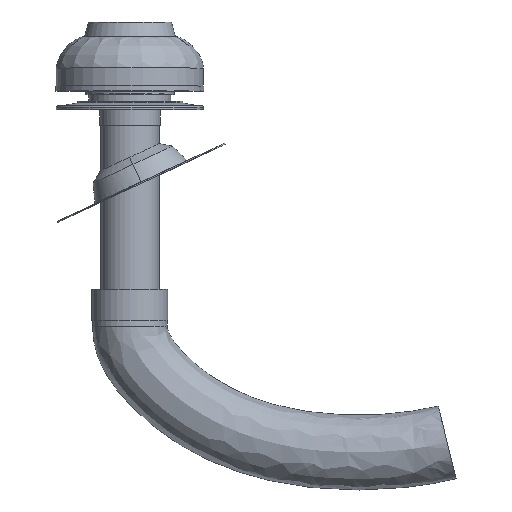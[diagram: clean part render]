
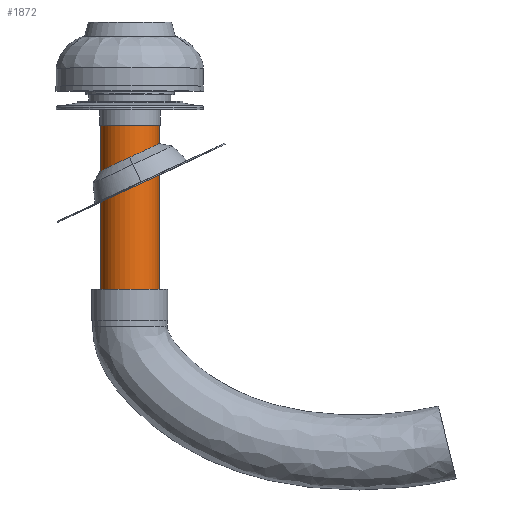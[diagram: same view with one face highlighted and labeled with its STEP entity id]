
A CAD part, top view. The second image highlights one B-rep face of the part: STEP entity #1872.
In plain terms, the highlighted cylindrical face has radius 55 mm (diameter 110 mm), a partial arc.
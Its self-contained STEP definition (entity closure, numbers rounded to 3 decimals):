
#1771=DIRECTION('',(0.,-1.,0.));
#1772=VECTOR('',#1771,370.);
#1773=CARTESIAN_POINT('',(55.,0.,0.));
#1774=LINE('',#1773,#1772);
#1780=DIRECTION('',(0.,-1.,0.));
#1781=VECTOR('',#1780,370.);
#1782=CARTESIAN_POINT('',(-55.,0.,0.));
#1783=LINE('',#1782,#1781);
#1784=CARTESIAN_POINT('',(0.,0.,0.));
#1785=DIRECTION('',(0.,-1.,0.));
#1786=DIRECTION('',(1.,0.,0.));
#1787=AXIS2_PLACEMENT_3D('',#1784,#1785,#1786);
#1794=CARTESIAN_POINT('',(0.,-370.,0.));
#1795=DIRECTION('',(0.,-1.,0.));
#1796=DIRECTION('',(1.,0.,0.));
#1797=AXIS2_PLACEMENT_3D('',#1794,#1795,#1796);
#1827=CARTESIAN_POINT('',(55.,0.,0.));
#1828=CARTESIAN_POINT('',(55.,-370.,0.));
#1829=VERTEX_POINT('',#1827);
#1830=VERTEX_POINT('',#1828);
#1831=CARTESIAN_POINT('',(-55.,0.,0.));
#1832=CARTESIAN_POINT('',(-55.,-370.,0.));
#1833=VERTEX_POINT('',#1831);
#1834=VERTEX_POINT('',#1832);
#1859=CARTESIAN_POINT('',(0.,18.5,0.));
#1860=DIRECTION('',(0.,-1.,0.));
#1861=DIRECTION('',(-1.,0.,0.));
#1862=AXIS2_PLACEMENT_3D('',#1859,#1860,#1861);
#1863=CYLINDRICAL_SURFACE('',#1862,55.);
#1864=ORIENTED_EDGE('',*,*,#1848,.T.);
#1866=ORIENTED_EDGE('',*,*,#1865,.T.);
#1867=ORIENTED_EDGE('',*,*,#1852,.F.);
#1869=ORIENTED_EDGE('',*,*,#1868,.F.);
#1870=EDGE_LOOP('',(#1864,#1866,#1867,#1869));
#1871=FACE_OUTER_BOUND('',#1870,.F.);
#1872=ADVANCED_FACE('',(#1871),#1863,.T.);
#1788=CIRCLE('',#1787,55.);
#1798=CIRCLE('',#1797,55.);
#1848=EDGE_CURVE('',#1829,#1830,#1774,.T.);
#1852=EDGE_CURVE('',#1833,#1834,#1783,.T.);
#1865=EDGE_CURVE('',#1830,#1834,#1798,.T.);
#1868=EDGE_CURVE('',#1829,#1833,#1788,.T.);
